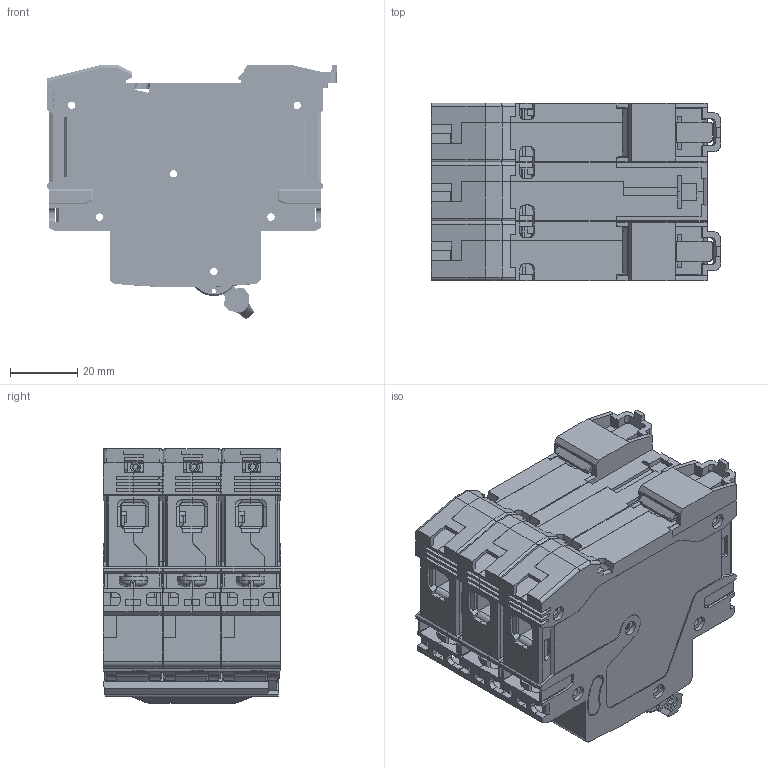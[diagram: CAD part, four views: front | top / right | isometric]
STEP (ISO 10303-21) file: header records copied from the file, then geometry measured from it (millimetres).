
FILE_DESCRIPTION((''),'2;1');
FILE_NAME('PRT0002','2023-07-19T14:51:57',('huytao'),(''),'CREO PARAMETRIC BY PTC INC, 2020044','CREO PARAMETRIC BY PTC INC, 2020044','');
FILE_SCHEMA(('CONFIG_CONTROL_DESIGN','SHAPE_APPEARANCE_LAYERS_GROUPS'));
Products named in the file (1): PRT0002
Bounding box: 86 x 52.8 x 75.64 mm (x, y, z)
Volume: 7398 mm3; surface area: 106691.1 mm2
Topology: 10 solids, 17 shells, 6047 faces, 17627 edges, 11510 vertices
Faces by surface type: plane 4608, cylinder 1292, torus 55, cone 48, sphere 22, bspline 22
Entity records: 201137 total; most frequent: CARTESIAN_POINT 39443, ORIENTED_EDGE 35098, DIRECTION 31927, EDGE_CURVE 17617, VECTOR 14131, LINE 14131, VERTEX_POINT 11510, AXIS2_PLACEMENT_3D 8898
